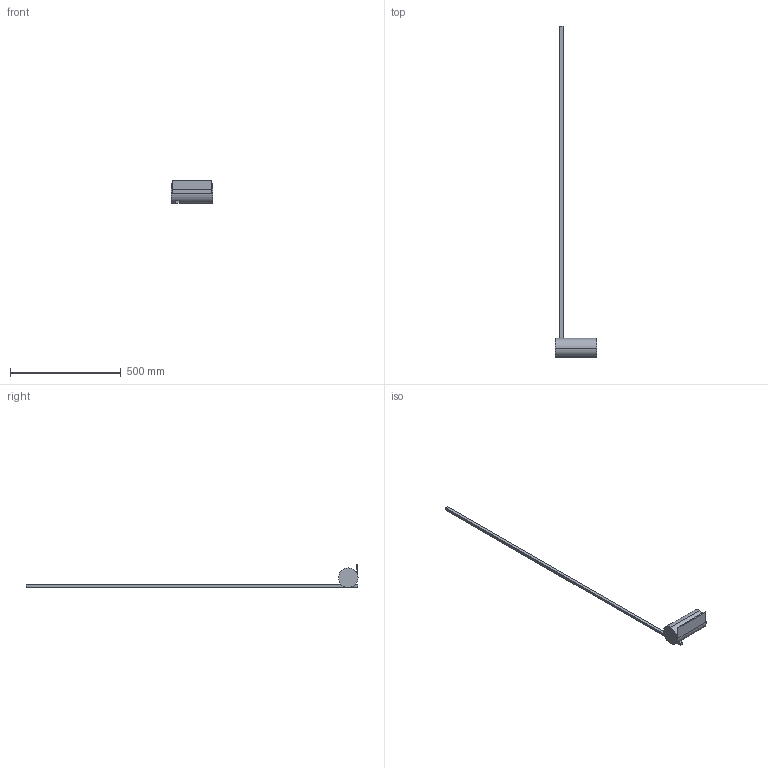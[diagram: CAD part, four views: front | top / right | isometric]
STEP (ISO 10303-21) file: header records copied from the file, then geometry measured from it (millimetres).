
FILE_DESCRIPTION (( 'STEP AP203' ), '1' );
FILE_NAME ('SLIGHT PIANTANA 3D MODEL.STEP', '2016-10-04T15:15:00', ( 'Utente' ), ( '' ), 'SwSTEP 2.0', 'SolidWorks 2016', '' );
FILE_SCHEMA (( 'CONFIG_CONTROL_DESIGN' ));
Length unit declared in the file: millimetre
Products named in the file (1): SLIGHT PIANTANA 3D MODEL
Bounding box: 186 x 1502.1 x 104.25 mm (x, y, z)
Volume: 1447573.4 mm3; surface area: 159883.3 mm2
Topology: 1 solids, 1 shells, 20 faces, 47 edges, 30 vertices
Faces by surface type: plane 18, cylinder 2
Entity records: 646 total; most frequent: DIRECTION 99, CARTESIAN_POINT 98, ORIENTED_EDGE 94, EDGE_CURVE 47, VECTOR 37, LINE 37, AXIS2_PLACEMENT_3D 31, VERTEX_POINT 30
